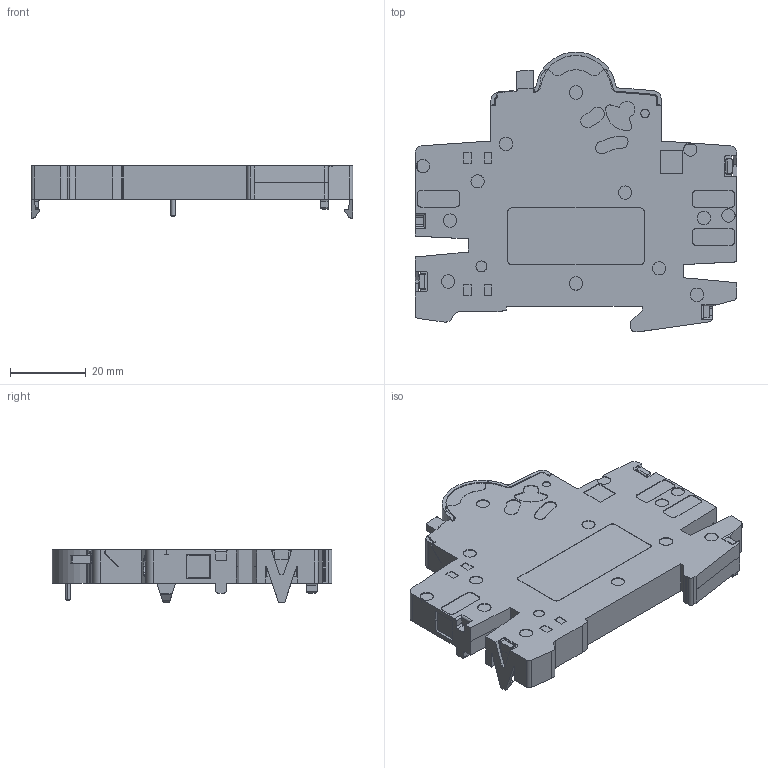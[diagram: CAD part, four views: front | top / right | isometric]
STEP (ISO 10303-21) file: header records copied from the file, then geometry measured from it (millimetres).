
FILE_DESCRIPTION((''),'2;1');
FILE_NAME('2CDS200922_SW0001','2008-09-16T',('DEU121775'),(''),'PRO/ENGINEER BY PARAMETRIC TECHNOLOGY CORPORATION, 2006380','PRO/ENGINEER BY PARAMETRIC TECHNOLOGY CORPORATION, 2006380','');
FILE_SCHEMA(('AUTOMOTIVE_DESIGN_CC2 { 1 2 10303 214 -1 1 5 2 }'));
Length unit declared in the file: millimetre
Products named in the file (1): 2CDS200922_SW0001
Bounding box: 85 x 73.96 x 13.8 mm (x, y, z)
Volume: 38794.7 mm3; surface area: 13017.3 mm2
Topology: 1 solids, 1 shells, 592 faces, 1604 edges, 1056 vertices
Faces by surface type: plane 392, cylinder 151, cone 47, bspline 2
Entity records: 23830 total; most frequent: CARTESIAN_POINT 4418, ORIENTED_EDGE 3208, DIRECTION 3025, EDGE_CURVE 1604, VECTOR 1173, LINE 1173, VERTEX_POINT 1056, AXIS2_PLACEMENT_3D 926
